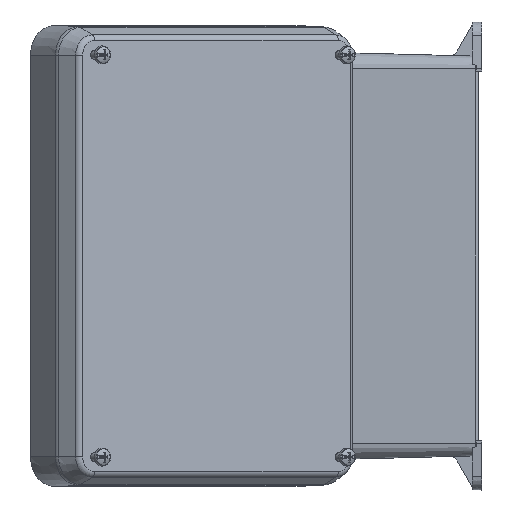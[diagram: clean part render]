
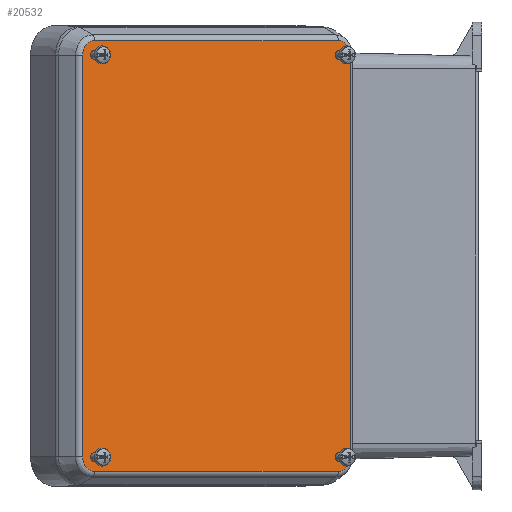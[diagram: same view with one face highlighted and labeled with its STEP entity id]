
A CAD part, left-side view. The second image highlights one B-rep face of the part: STEP entity #20532.
In plain terms, the highlighted face is planar.
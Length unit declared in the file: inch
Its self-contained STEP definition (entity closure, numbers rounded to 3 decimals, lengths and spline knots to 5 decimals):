
#81 = CARTESIAN_POINT ( 'NONE',  ( -3.0625, 1.378, -4.36411 ) ) ;
#176 = LINE ( 'NONE', #4078, #24910 ) ;
#187 = DIRECTION ( 'NONE',  ( 0., 0., 1. ) ) ;
#954 = DIRECTION ( 'NONE',  ( 0., 1., 0. ) ) ;
#1010 = VECTOR ( 'NONE', #187, 39.37008 ) ;
#1422 = ORIENTED_EDGE ( 'NONE', *, *, #11625, .T. ) ;
#1513 = EDGE_LOOP ( 'NONE', ( #12117, #16660, #24353, #15030, #1422, #15180, #13667, #8809 ) ) ;
#1595 = LINE ( 'NONE', #9415, #16574 ) ;
#1830 = EDGE_CURVE ( 'NONE', #21786, #4564, #15185, .T. ) ;
#2138 = AXIS2_PLACEMENT_3D ( 'NONE', #6468, #20138, #8389 ) ;
#2260 = DIRECTION ( 'NONE',  ( 0., 1., 0. ) ) ;
#2896 = VERTEX_POINT ( 'NONE', #10597 ) ;
#2942 = EDGE_LOOP ( 'NONE', ( #16794 ) ) ;
#3008 = PLANE ( 'NONE',  #16004 ) ;
#3206 = AXIS2_PLACEMENT_3D ( 'NONE', #4809, #18457, #6757 ) ;
#3646 = CIRCLE ( 'NONE', #3206, 0.29661 ) ;
#3662 = EDGE_CURVE ( 'NONE', #3905, #13904, #4582, .T. ) ;
#3905 = VERTEX_POINT ( 'NONE', #81 ) ;
#4078 = CARTESIAN_POINT ( 'NONE',  ( 3.0625, 1.378, 4.36411 ) ) ;
#4267 = EDGE_LOOP ( 'NONE', ( #7075 ) ) ;
#4564 = VERTEX_POINT ( 'NONE', #23099 ) ;
#4582 = CIRCLE ( 'NONE', #21105, 0.29661 ) ;
#4809 = CARTESIAN_POINT ( 'NONE',  ( 3.0625, 1.378, 4.0675 ) ) ;
#5063 = EDGE_CURVE ( 'NONE', #9407, #9407, #11754, .T. ) ;
#5232 = CARTESIAN_POINT ( 'NONE',  ( -3.075, 1.378, -4.075 ) ) ;
#5293 = EDGE_LOOP ( 'NONE', ( #20327 ) ) ;
#5576 = CARTESIAN_POINT ( 'NONE',  ( -3.075, 1.378, 4.161 ) ) ;
#5765 = EDGE_CURVE ( 'NONE', #8173, #8173, #12309, .T. ) ;
#6067 = VERTEX_POINT ( 'NONE', #6188 ) ;
#6152 = CARTESIAN_POINT ( 'NONE',  ( -3.35911, 1.378, -4.0675 ) ) ;
#6188 = CARTESIAN_POINT ( 'NONE',  ( 3.075, 1.378, -3.989 ) ) ;
#6350 = CARTESIAN_POINT ( 'NONE',  ( -3.075, 1.378, -3.989 ) ) ;
#6468 = CARTESIAN_POINT ( 'NONE',  ( 3.075, 1.378, -4.075 ) ) ;
#6757 = DIRECTION ( 'NONE',  ( 0., 0., -1. ) ) ;
#6920 = EDGE_CURVE ( 'NONE', #19569, #3905, #14113, .T. ) ;
#7011 = DIRECTION ( 'NONE',  ( 0., -1., 0. ) ) ;
#7075 = ORIENTED_EDGE ( 'NONE', *, *, #14212, .F. ) ;
#7106 = CARTESIAN_POINT ( 'NONE',  ( -3.35911, 1.378, 4.0675 ) ) ;
#7156 = DIRECTION ( 'NONE',  ( 0., 0., 1. ) ) ;
#7631 = CARTESIAN_POINT ( 'NONE',  ( -3.075, 1.378, 4.075 ) ) ;
#7740 = CARTESIAN_POINT ( 'NONE',  ( -3.0625, 1.378, -4.36411 ) ) ;
#7856 = EDGE_LOOP ( 'NONE', ( #18626 ) ) ;
#8173 = VERTEX_POINT ( 'NONE', #15383 ) ;
#8389 = DIRECTION ( 'NONE',  ( 0., 0., 1. ) ) ;
#8716 = CARTESIAN_POINT ( 'NONE',  ( 3.0625, 1.378, 4.36411 ) ) ;
#8809 = ORIENTED_EDGE ( 'NONE', *, *, #25174, .T. ) ;
#8933 = AXIS2_PLACEMENT_3D ( 'NONE', #12588, #954, #14593 ) ;
#9098 = FACE_BOUND ( 'NONE', #2942, .T. ) ;
#9246 = EDGE_CURVE ( 'NONE', #12650, #19569, #21872, .T. ) ;
#9407 = VERTEX_POINT ( 'NONE', #5576 ) ;
#9415 = CARTESIAN_POINT ( 'NONE',  ( 3.35911, 1.378, -4.0675 ) ) ;
#9579 = AXIS2_PLACEMENT_3D ( 'NONE', #7631, #21301, #9585 ) ;
#9585 = DIRECTION ( 'NONE',  ( 0., 0., 1. ) ) ;
#9876 = CARTESIAN_POINT ( 'NONE',  ( -3.35911, 1.378, 4.0675 ) ) ;
#10202 = CIRCLE ( 'NONE', #2138, 0.086 ) ;
#10597 = CARTESIAN_POINT ( 'NONE',  ( 3.35911, 1.378, 4.0675 ) ) ;
#10704 = EDGE_CURVE ( 'NONE', #4564, #23073, #176, .T. ) ;
#10833 = EDGE_CURVE ( 'NONE', #6067, #6067, #10202, .T. ) ;
#11217 = CARTESIAN_POINT ( 'NONE',  ( 3.0625, 1.378, -4.0675 ) ) ;
#11242 = CARTESIAN_POINT ( 'NONE',  ( 3.075, 1.378, 4.075 ) ) ;
#11376 = DIRECTION ( 'NONE',  ( 0., 0., -1. ) ) ;
#11625 = EDGE_CURVE ( 'NONE', #13904, #21786, #14755, .T. ) ;
#11754 = CIRCLE ( 'NONE', #9579, 0.086 ) ;
#12117 = ORIENTED_EDGE ( 'NONE', *, *, #16566, .T. ) ;
#12309 = CIRCLE ( 'NONE', #25165, 0.086 ) ;
#12588 = CARTESIAN_POINT ( 'NONE',  ( -3.0625, 1.378, 4.0675 ) ) ;
#12650 = VERTEX_POINT ( 'NONE', #19419 ) ;
#13176 = DIRECTION ( 'NONE',  ( 0., 0., -1. ) ) ;
#13193 = DIRECTION ( 'NONE',  ( 0., 0., 1. ) ) ;
#13667 = ORIENTED_EDGE ( 'NONE', *, *, #10704, .T. ) ;
#13671 = FACE_OUTER_BOUND ( 'NONE', #1513, .T. ) ;
#13904 = VERTEX_POINT ( 'NONE', #6152 ) ;
#13932 = CARTESIAN_POINT ( 'NONE',  ( -3.0625, 1.378, -4.0675 ) ) ;
#14113 = LINE ( 'NONE', #7740, #18732 ) ;
#14212 = EDGE_CURVE ( 'NONE', #23136, #23136, #24357, .T. ) ;
#14296 = FACE_BOUND ( 'NONE', #4267, .T. ) ;
#14475 = AXIS2_PLACEMENT_3D ( 'NONE', #5232, #18879, #7156 ) ;
#14593 = DIRECTION ( 'NONE',  ( 0., 0., -1. ) ) ;
#14755 = LINE ( 'NONE', #9876, #1010 ) ;
#15030 = ORIENTED_EDGE ( 'NONE', *, *, #3662, .T. ) ;
#15180 = ORIENTED_EDGE ( 'NONE', *, *, #1830, .T. ) ;
#15185 = CIRCLE ( 'NONE', #8933, 0.29661 ) ;
#15383 = CARTESIAN_POINT ( 'NONE',  ( 3.075, 1.378, 4.161 ) ) ;
#15794 = DIRECTION ( 'NONE',  ( 1., 0., 0. ) ) ;
#15959 = DIRECTION ( 'NONE',  ( 0., 0., -1. ) ) ;
#16004 = AXIS2_PLACEMENT_3D ( 'NONE', #18724, #7011, #20677 ) ;
#16566 = EDGE_CURVE ( 'NONE', #2896, #12650, #1595, .T. ) ;
#16574 = VECTOR ( 'NONE', #11376, 39.37008 ) ;
#16660 = ORIENTED_EDGE ( 'NONE', *, *, #9246, .T. ) ;
#16794 = ORIENTED_EDGE ( 'NONE', *, *, #5063, .F. ) ;
#18457 = DIRECTION ( 'NONE',  ( 0., 1., 0. ) ) ;
#18626 = ORIENTED_EDGE ( 'NONE', *, *, #10833, .F. ) ;
#18724 = CARTESIAN_POINT ( 'NONE',  ( 3.0625, 1.378, 4.0675 ) ) ;
#18732 = VECTOR ( 'NONE', #23374, 39.37008 ) ;
#18879 = DIRECTION ( 'NONE',  ( 0., 1., 0. ) ) ;
#18903 = FACE_BOUND ( 'NONE', #7856, .T. ) ;
#19419 = CARTESIAN_POINT ( 'NONE',  ( 3.35911, 1.378, -4.0675 ) ) ;
#19569 = VERTEX_POINT ( 'NONE', #20011 ) ;
#20011 = CARTESIAN_POINT ( 'NONE',  ( 3.0625, 1.378, -4.36411 ) ) ;
#20138 = DIRECTION ( 'NONE',  ( 0., 1., 0. ) ) ;
#20327 = ORIENTED_EDGE ( 'NONE', *, *, #5765, .F. ) ;
#20532 = ADVANCED_FACE ( 'NONE', ( #18903, #14296, #9098, #24092, #13671 ), #3008, .F. ) ;
#20567 = AXIS2_PLACEMENT_3D ( 'NONE', #11217, #24894, #13176 ) ;
#20677 = DIRECTION ( 'NONE',  ( 0., 0., -1. ) ) ;
#21105 = AXIS2_PLACEMENT_3D ( 'NONE', #13932, #2260, #15959 ) ;
#21301 = DIRECTION ( 'NONE',  ( 0., 1., 0. ) ) ;
#21786 = VERTEX_POINT ( 'NONE', #7106 ) ;
#21872 = CIRCLE ( 'NONE', #20567, 0.29661 ) ;
#23073 = VERTEX_POINT ( 'NONE', #8716 ) ;
#23099 = CARTESIAN_POINT ( 'NONE',  ( -3.0625, 1.378, 4.36411 ) ) ;
#23136 = VERTEX_POINT ( 'NONE', #6350 ) ;
#23374 = DIRECTION ( 'NONE',  ( -1., 0., 0. ) ) ;
#24092 = FACE_BOUND ( 'NONE', #5293, .T. ) ;
#24353 = ORIENTED_EDGE ( 'NONE', *, *, #6920, .T. ) ;
#24357 = CIRCLE ( 'NONE', #14475, 0.086 ) ;
#24894 = DIRECTION ( 'NONE',  ( 0., 1., 0. ) ) ;
#24910 = VECTOR ( 'NONE', #15794, 39.37008 ) ;
#24915 = DIRECTION ( 'NONE',  ( 0., 1., 0. ) ) ;
#25165 = AXIS2_PLACEMENT_3D ( 'NONE', #11242, #24915, #13193 ) ;
#25174 = EDGE_CURVE ( 'NONE', #23073, #2896, #3646, .T. ) ;
